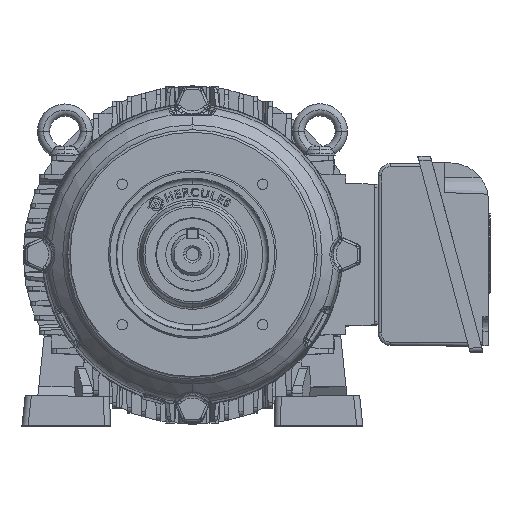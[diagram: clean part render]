
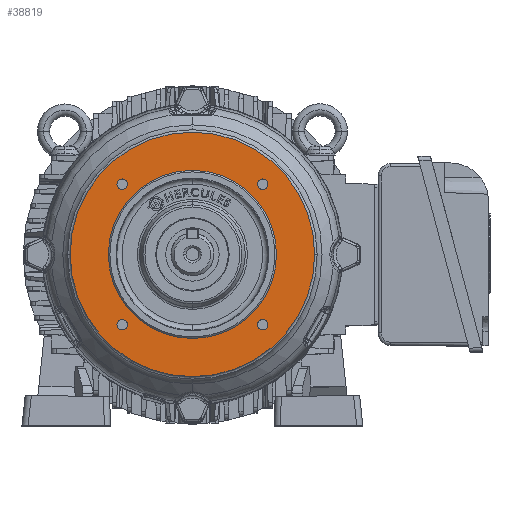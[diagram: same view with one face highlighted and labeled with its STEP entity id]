
A CAD part, top view. The second image highlights one B-rep face of the part: STEP entity #38819.
In plain terms, the highlighted planar face has unit normal (0, 0, 1).
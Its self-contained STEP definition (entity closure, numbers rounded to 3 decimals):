
#345 = DIRECTION ( 'NONE',  ( 1., 0., 0. ) ) ;
#839 = ORIENTED_EDGE ( 'NONE', *, *, #31010, .F. ) ;
#1026 = CARTESIAN_POINT ( 'NONE',  ( 45.962, -45.962, 76. ) ) ;
#1632 = CARTESIAN_POINT ( 'NONE',  ( -45.962, -45.962, 76. ) ) ;
#2252 = DIRECTION ( 'NONE',  ( 1., 0., 0. ) ) ;
#3355 = CARTESIAN_POINT ( 'NONE',  ( 0., 0., 76. ) ) ;
#4437 = CIRCLE ( 'NONE', #15501, 3.4 ) ;
#4982 = CARTESIAN_POINT ( 'NONE',  ( 55., 0., 76. ) ) ;
#5306 = DIRECTION ( 'NONE',  ( 0., 0., 1. ) ) ;
#5558 = VERTEX_POINT ( 'NONE', #41267 ) ;
#5692 = EDGE_CURVE ( 'NONE', #5887, #16959, #39353, .T. ) ;
#5887 = VERTEX_POINT ( 'NONE', #13107 ) ;
#6725 = AXIS2_PLACEMENT_3D ( 'NONE', #21103, #58195, #41913 ) ;
#6827 = EDGE_LOOP ( 'NONE', ( #22988, #58023 ) ) ;
#6951 = ORIENTED_EDGE ( 'NONE', *, *, #64123, .F. ) ;
#6967 = CIRCLE ( 'NONE', #27998, 3.4 ) ;
#7037 = VERTEX_POINT ( 'NONE', #63569 ) ;
#7430 = DIRECTION ( 'NONE',  ( 0., 0., 1. ) ) ;
#8263 = EDGE_LOOP ( 'NONE', ( #19755, #46115 ) ) ;
#8566 = AXIS2_PLACEMENT_3D ( 'NONE', #3355, #57093, #25866 ) ;
#8798 = DIRECTION ( 'NONE',  ( 0., 0., 1. ) ) ;
#9071 = FACE_BOUND ( 'NONE', #6827, .T. ) ;
#9395 = AXIS2_PLACEMENT_3D ( 'NONE', #1026, #63787, #54102 ) ;
#9755 = FACE_OUTER_BOUND ( 'NONE', #64526, .T. ) ;
#9808 = DIRECTION ( 'NONE',  ( 1., 0., 0. ) ) ;
#9928 = VERTEX_POINT ( 'NONE', #44273 ) ;
#10899 = CARTESIAN_POINT ( 'NONE',  ( 0., 0., 76. ) ) ;
#11129 = EDGE_CURVE ( 'NONE', #34239, #19932, #28707, .T. ) ;
#11735 = AXIS2_PLACEMENT_3D ( 'NONE', #52166, #8798, #9808 ) ;
#12414 = EDGE_CURVE ( 'NONE', #65626, #9928, #13294, .T. ) ;
#12999 = EDGE_CURVE ( 'NONE', #19932, #34239, #48829, .T. ) ;
#13107 = CARTESIAN_POINT ( 'NONE',  ( 42.562, -45.962, 76. ) ) ;
#13216 = AXIS2_PLACEMENT_3D ( 'NONE', #10899, #16458, #58785 ) ;
#13294 = CIRCLE ( 'NONE', #14413, 55. ) ;
#13632 = VERTEX_POINT ( 'NONE', #20365 ) ;
#13931 = FACE_BOUND ( 'NONE', #8263, .T. ) ;
#14162 = CIRCLE ( 'NONE', #26350, 3.4 ) ;
#14413 = AXIS2_PLACEMENT_3D ( 'NONE', #57693, #5306, #15345 ) ;
#15296 = ORIENTED_EDGE ( 'NONE', *, *, #15325, .F. ) ;
#15325 = EDGE_CURVE ( 'NONE', #5558, #13632, #33889, .T. ) ;
#15345 = DIRECTION ( 'NONE',  ( 1., 0., 0. ) ) ;
#15501 = AXIS2_PLACEMENT_3D ( 'NONE', #27359, #16618, #345 ) ;
#16002 = DIRECTION ( 'NONE',  ( 1., 0., 0. ) ) ;
#16458 = DIRECTION ( 'NONE',  ( 0., 0., 1. ) ) ;
#16618 = DIRECTION ( 'NONE',  ( 0., 0., 1. ) ) ;
#16680 = EDGE_CURVE ( 'NONE', #18779, #36312, #36968, .T. ) ;
#16959 = VERTEX_POINT ( 'NONE', #18338 ) ;
#18338 = CARTESIAN_POINT ( 'NONE',  ( 49.362, -45.962, 76. ) ) ;
#18779 = VERTEX_POINT ( 'NONE', #22056 ) ;
#19395 = CARTESIAN_POINT ( 'NONE',  ( -42.562, -45.962, 76. ) ) ;
#19417 = CARTESIAN_POINT ( 'NONE',  ( 42.562, 45.962, 76. ) ) ;
#19755 = ORIENTED_EDGE ( 'NONE', *, *, #12999, .F. ) ;
#19932 = VERTEX_POINT ( 'NONE', #40875 ) ;
#20191 = DIRECTION ( 'NONE',  ( 1., 0., 0. ) ) ;
#20365 = CARTESIAN_POINT ( 'NONE',  ( -49.362, 45.962, 76. ) ) ;
#20888 = CARTESIAN_POINT ( 'NONE',  ( 45.962, 45.962, 76. ) ) ;
#21103 = CARTESIAN_POINT ( 'NONE',  ( 45.962, 45.962, 76. ) ) ;
#21235 = DIRECTION ( 'NONE',  ( 0., 0., 1. ) ) ;
#22056 = CARTESIAN_POINT ( 'NONE',  ( -80., 0., 76. ) ) ;
#22781 = DIRECTION ( 'NONE',  ( 1., 0., 0. ) ) ;
#22872 = DIRECTION ( 'NONE',  ( 1., 0., 0. ) ) ;
#22988 = ORIENTED_EDGE ( 'NONE', *, *, #56509, .F. ) ;
#25866 = DIRECTION ( 'NONE',  ( 1., 0., 0. ) ) ;
#26350 = AXIS2_PLACEMENT_3D ( 'NONE', #44034, #27029, #22872 ) ;
#27029 = DIRECTION ( 'NONE',  ( 0., 0., 1. ) ) ;
#27247 = AXIS2_PLACEMENT_3D ( 'NONE', #61827, #30239, #40997 ) ;
#27359 = CARTESIAN_POINT ( 'NONE',  ( -45.962, -45.962, 76. ) ) ;
#27389 = EDGE_CURVE ( 'NONE', #7037, #66160, #4437, .T. ) ;
#27998 = AXIS2_PLACEMENT_3D ( 'NONE', #1632, #64061, #22781 ) ;
#28707 = CIRCLE ( 'NONE', #35379, 3.4 ) ;
#30239 = DIRECTION ( 'NONE',  ( 0., 0., -1. ) ) ;
#31010 = EDGE_CURVE ( 'NONE', #66160, #7037, #6967, .T. ) ;
#33830 = EDGE_CURVE ( 'NONE', #13632, #5558, #66723, .T. ) ;
#33889 = CIRCLE ( 'NONE', #11735, 3.4 ) ;
#33948 = EDGE_LOOP ( 'NONE', ( #15296, #60529 ) ) ;
#34239 = VERTEX_POINT ( 'NONE', #19417 ) ;
#34473 = ORIENTED_EDGE ( 'NONE', *, *, #16680, .T. ) ;
#35114 = DIRECTION ( 'NONE',  ( 0., 0., 1. ) ) ;
#35379 = AXIS2_PLACEMENT_3D ( 'NONE', #20888, #21235, #16002 ) ;
#36312 = VERTEX_POINT ( 'NONE', #55322 ) ;
#36468 = PLANE ( 'NONE',  #27247 ) ;
#36917 = EDGE_LOOP ( 'NONE', ( #59048, #6951 ) ) ;
#36968 = CIRCLE ( 'NONE', #41440, 80. ) ;
#38819 = ADVANCED_FACE ( 'NONE', ( #62162, #9071, #51079, #68364, #13931, #9755 ), #36468, .F. ) ;
#39353 = CIRCLE ( 'NONE', #9395, 3.4 ) ;
#40369 = CARTESIAN_POINT ( 'NONE',  ( 0., 0., 76. ) ) ;
#40875 = CARTESIAN_POINT ( 'NONE',  ( 49.362, 45.962, 76. ) ) ;
#40997 = DIRECTION ( 'NONE',  ( -1., 0., 0. ) ) ;
#41267 = CARTESIAN_POINT ( 'NONE',  ( -42.562, 45.962, 76. ) ) ;
#41440 = AXIS2_PLACEMENT_3D ( 'NONE', #40369, #7430, #2252 ) ;
#41913 = DIRECTION ( 'NONE',  ( 1., 0., 0. ) ) ;
#43471 = AXIS2_PLACEMENT_3D ( 'NONE', #62179, #35114, #20191 ) ;
#43835 = EDGE_LOOP ( 'NONE', ( #839, #65556 ) ) ;
#44034 = CARTESIAN_POINT ( 'NONE',  ( 45.962, -45.962, 76. ) ) ;
#44273 = CARTESIAN_POINT ( 'NONE',  ( -55., 0., 76. ) ) ;
#45340 = EDGE_CURVE ( 'NONE', #36312, #18779, #55362, .T. ) ;
#46115 = ORIENTED_EDGE ( 'NONE', *, *, #11129, .F. ) ;
#48829 = CIRCLE ( 'NONE', #6725, 3.4 ) ;
#50850 = CIRCLE ( 'NONE', #8566, 55. ) ;
#51079 = FACE_BOUND ( 'NONE', #43835, .T. ) ;
#52166 = CARTESIAN_POINT ( 'NONE',  ( -45.962, 45.962, 76. ) ) ;
#54102 = DIRECTION ( 'NONE',  ( 1., 0., 0. ) ) ;
#55322 = CARTESIAN_POINT ( 'NONE',  ( 80., 0., 76. ) ) ;
#55362 = CIRCLE ( 'NONE', #13216, 80. ) ;
#55546 = ORIENTED_EDGE ( 'NONE', *, *, #45340, .T. ) ;
#56509 = EDGE_CURVE ( 'NONE', #16959, #5887, #14162, .T. ) ;
#57093 = DIRECTION ( 'NONE',  ( 0., 0., 1. ) ) ;
#57693 = CARTESIAN_POINT ( 'NONE',  ( 0., 0., 76. ) ) ;
#58023 = ORIENTED_EDGE ( 'NONE', *, *, #5692, .F. ) ;
#58195 = DIRECTION ( 'NONE',  ( 0., 0., 1. ) ) ;
#58785 = DIRECTION ( 'NONE',  ( 1., 0., 0. ) ) ;
#59048 = ORIENTED_EDGE ( 'NONE', *, *, #12414, .F. ) ;
#60529 = ORIENTED_EDGE ( 'NONE', *, *, #33830, .F. ) ;
#61827 = CARTESIAN_POINT ( 'NONE',  ( 0., 0., 76. ) ) ;
#62162 = FACE_BOUND ( 'NONE', #36917, .T. ) ;
#62179 = CARTESIAN_POINT ( 'NONE',  ( -45.962, 45.962, 76. ) ) ;
#63569 = CARTESIAN_POINT ( 'NONE',  ( -49.362, -45.962, 76. ) ) ;
#63787 = DIRECTION ( 'NONE',  ( 0., 0., 1. ) ) ;
#64061 = DIRECTION ( 'NONE',  ( 0., 0., 1. ) ) ;
#64123 = EDGE_CURVE ( 'NONE', #9928, #65626, #50850, .T. ) ;
#64526 = EDGE_LOOP ( 'NONE', ( #55546, #34473 ) ) ;
#65556 = ORIENTED_EDGE ( 'NONE', *, *, #27389, .F. ) ;
#65626 = VERTEX_POINT ( 'NONE', #4982 ) ;
#66160 = VERTEX_POINT ( 'NONE', #19395 ) ;
#66723 = CIRCLE ( 'NONE', #43471, 3.4 ) ;
#68364 = FACE_BOUND ( 'NONE', #33948, .T. ) ;
